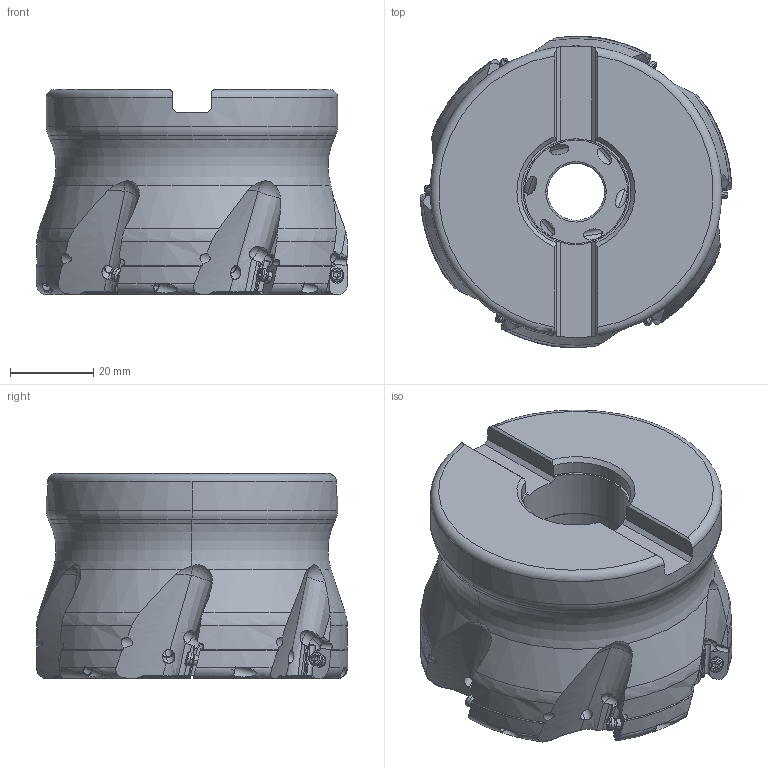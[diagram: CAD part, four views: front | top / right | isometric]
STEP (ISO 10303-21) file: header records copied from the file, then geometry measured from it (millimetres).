
FILE_DESCRIPTION(/* description */ (''),/* implementation_level */ '2;1');
FILE_NAME(/* name */ 'APX3000R0306B.stp',/* time_stamp */ '2021-09-08T11:48:30+09:00',/* author */ (''),/* organization */ (''),/* preprocessor_version */ 'ST-DEVELOPER v16',/* originating_system */ 'SIEMENS PLM Software NX 10.0',/* authorisation */ '');
FILE_SCHEMA (('AUTOMOTIVE_DESIGN { 1 0 10303 214 3 1 1 1 }'));
Length unit declared in the file: millimetre
Products named in the file (1): APX3000R0306B_ASM
Bounding box: 74.82 x 74.84 x 49.23 mm (x, y, z)
Volume: 158361.6 mm3; surface area: 24812.2 mm2
Topology: 7 solids, 7 shells, 571 faces, 1720 edges, 1161 vertices
Faces by surface type: cylinder 246, plane 141, cone 82, torus 54, sphere 36, bspline 12
Entity records: 27941 total; most frequent: CARTESIAN_POINT 12872, ORIENTED_EDGE 3392, DIRECTION 2861, EDGE_CURVE 1696, AXIS2_PLACEMENT_3D 1202, VERTEX_POINT 1152, B_SPLINE_CURVE_WITH_KNOTS 628, EDGE_LOOP 610
